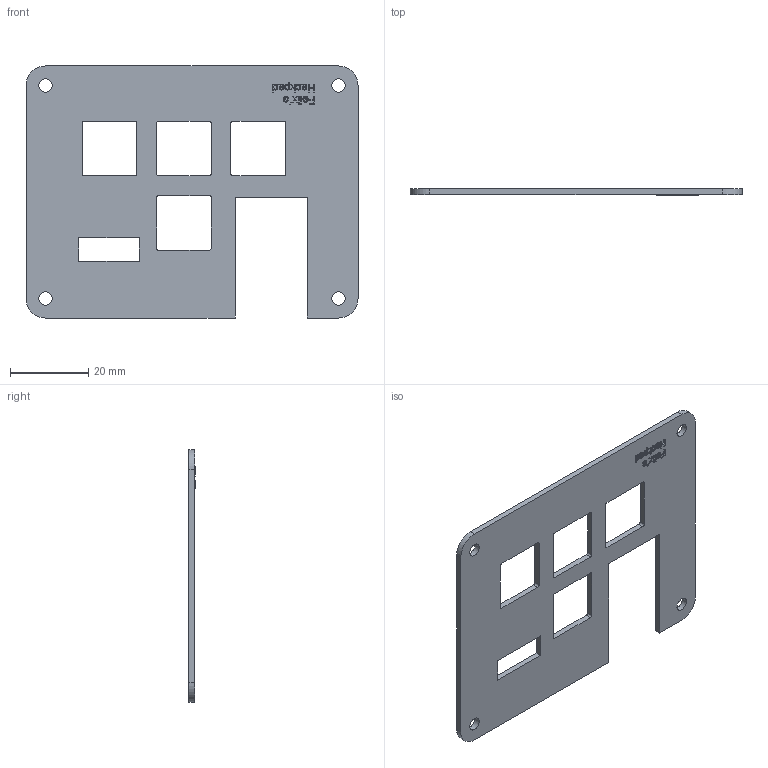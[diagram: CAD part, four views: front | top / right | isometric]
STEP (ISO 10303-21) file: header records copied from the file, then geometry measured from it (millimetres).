
FILE_DESCRIPTION(/* description */ (''),/* implementation_level */ '2;1');
FILE_NAME(/* name */ 'Top.step',/* time_stamp */ '2026-02-03T15:49:31+01:00',/* author */ (''),/* organization */ (''),/* preprocessor_version */ 'ST-DEVELOPER v20.1',/* originating_system */ 'Autodesk Translation Framework v14.24.0.0',/* authorisation */ '');
FILE_SCHEMA (('AUTOMOTIVE_DESIGN { 1 0 10303 214 3 1 1 }'));
Length unit declared in the file: millimetre
Products named in the file (1): Unbenannt 6
Bounding box: 85.08 x 1.7 x 64.59 mm (x, y, z)
Volume: 5980.7 mm3; surface area: 8981.7 mm2
Topology: 1 solids, 1 shells, 330 faces, 924 edges, 616 vertices
Faces by surface type: bspline 168, plane 138, cylinder 24
Full cylindrical faces by diameter (mm): 3.4 x4
Entity records: 12185 total; most frequent: CARTESIAN_POINT 4727, ORIENTED_EDGE 1848, DIRECTION 962, EDGE_CURVE 924, VERTEX_POINT 616, LINE 540, VECTOR 540, EDGE_LOOP 368
